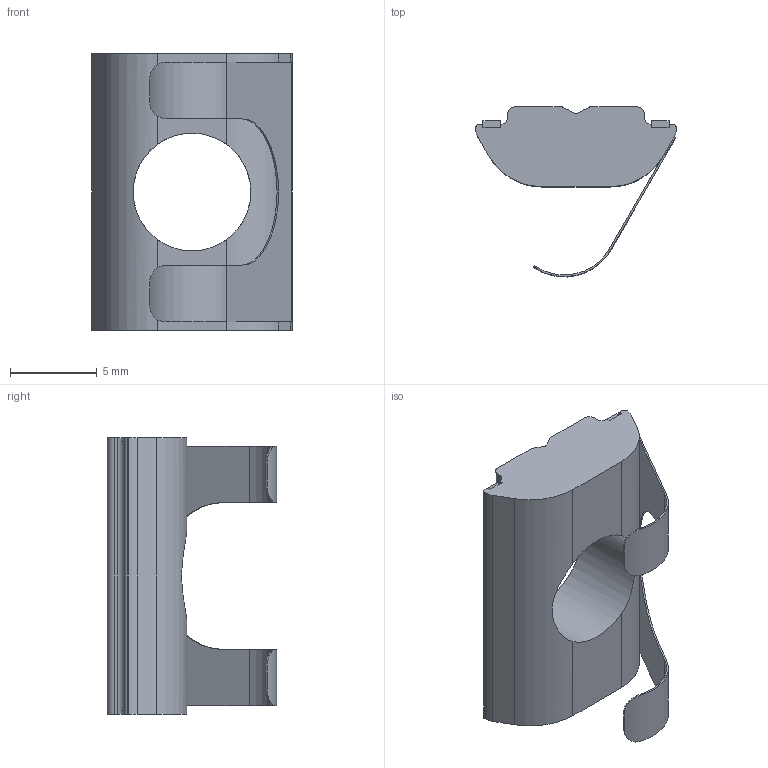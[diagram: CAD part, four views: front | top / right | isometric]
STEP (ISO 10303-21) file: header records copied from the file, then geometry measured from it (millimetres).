
FILE_DESCRIPTION((''),'2;1');
FILE_NAME('AR3380.stp','2016-07-12T08:10:59',('Envy'),(''),'Autodesk Inventor 2013','Autodesk Inventor 2013','');
FILE_SCHEMA(('AUTOMOTIVE_DESIGN { 1 0 10303 214 1 1 1 1 }'));
Length unit declared in the file: millimetre
Products named in the file (1): AR3380 wpust ze sprężynką M8
Bounding box: 11.6 x 9.8 x 16 mm (x, y, z)
Volume: 525 mm3; surface area: 732.1 mm2
Topology: 1 solids, 1 shells, 82 faces, 233 edges, 151 vertices
Faces by surface type: plane 56, cylinder 26
Full cylindrical faces by diameter (mm): 6.8 x1
Entity records: 2768 total; most frequent: CARTESIAN_POINT 604, ORIENTED_EDGE 462, DIRECTION 425, EDGE_CURVE 231, VECTOR 171, LINE 171, VERTEX_POINT 150, AXIS2_PLACEMENT_3D 127
